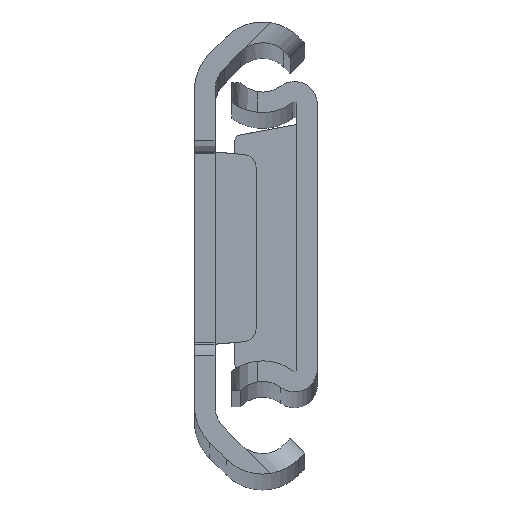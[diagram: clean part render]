
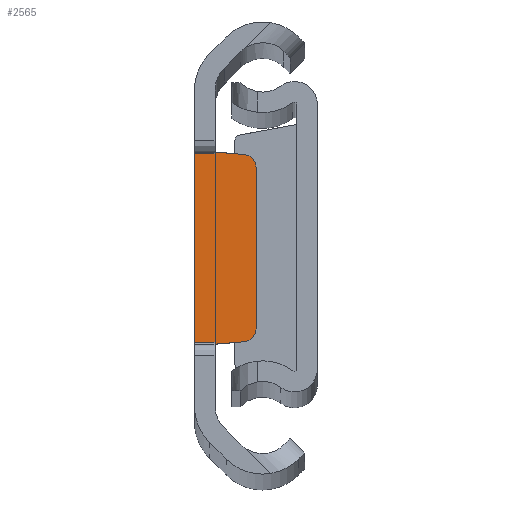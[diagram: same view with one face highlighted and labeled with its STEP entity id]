
A CAD part, top view. The second image highlights one B-rep face of the part: STEP entity #2565.
In plain terms, the highlighted planar face has unit normal (0, 0, 1).
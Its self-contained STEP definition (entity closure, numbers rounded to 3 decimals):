
#59 = CARTESIAN_POINT ( 'NONE',  ( 8.601, 7.5, -2.2 ) ) ;
#85 = ORIENTED_EDGE ( 'NONE', *, *, #1579, .F. ) ;
#191 = VECTOR ( 'NONE', #4938, 1000. ) ;
#292 = VERTEX_POINT ( 'NONE', #1740 ) ;
#338 = EDGE_CURVE ( 'NONE', #4459, #2948, #4086, .T. ) ;
#354 = CARTESIAN_POINT ( 'NONE',  ( 3.884, -7.307, -2.2 ) ) ;
#410 = VERTEX_POINT ( 'NONE', #4162 ) ;
#489 = DIRECTION ( 'NONE',  ( 0., 1., 0. ) ) ;
#607 = DIRECTION ( 'NONE',  ( -1., 0., 0. ) ) ;
#623 = AXIS2_PLACEMENT_3D ( 'NONE', #1632, #4700, #1960 ) ;
#716 = DIRECTION ( 'NONE',  ( 0., 0., 1. ) ) ;
#769 = FACE_OUTER_BOUND ( 'NONE', #4805, .T. ) ;
#883 = ORIENTED_EDGE ( 'NONE', *, *, #4622, .T. ) ;
#1010 = LINE ( 'NONE', #3322, #4989 ) ;
#1160 = CARTESIAN_POINT ( 'NONE',  ( 8.601, 7.5, -2.2 ) ) ;
#1228 = CARTESIAN_POINT ( 'NONE',  ( 0., -7.5, -2.2 ) ) ;
#1271 = VECTOR ( 'NONE', #1305, 1000. ) ;
#1305 = DIRECTION ( 'NONE',  ( -0.996, 0.084, 0. ) ) ;
#1430 = CIRCLE ( 'NONE', #623, 1. ) ;
#1495 = ORIENTED_EDGE ( 'NONE', *, *, #2345, .T. ) ;
#1579 = EDGE_CURVE ( 'NONE', #4459, #2186, #1010, .T. ) ;
#1613 = CIRCLE ( 'NONE', #4362, 1. ) ;
#1632 = CARTESIAN_POINT ( 'NONE',  ( 3.8, -6.311, -2.2 ) ) ;
#1696 = CARTESIAN_POINT ( 'NONE',  ( 1.6, 7.5, -2.2 ) ) ;
#1740 = CARTESIAN_POINT ( 'NONE',  ( 3.884, 7.307, -2.2 ) ) ;
#1751 = CARTESIAN_POINT ( 'NONE',  ( 0., 7.5, -2.2 ) ) ;
#1763 = LINE ( 'NONE', #1696, #1271 ) ;
#1765 = DIRECTION ( 'NONE',  ( 0., -1., 0. ) ) ;
#1839 = VECTOR ( 'NONE', #489, 1000. ) ;
#1960 = DIRECTION ( 'NONE',  ( 0., -1., 0. ) ) ;
#2025 = VECTOR ( 'NONE', #2709, 1000. ) ;
#2141 = ORIENTED_EDGE ( 'NONE', *, *, #338, .T. ) ;
#2186 = VERTEX_POINT ( 'NONE', #1228 ) ;
#2345 = EDGE_CURVE ( 'NONE', #292, #2409, #1763, .T. ) ;
#2409 = VERTEX_POINT ( 'NONE', #3731 ) ;
#2417 = VECTOR ( 'NONE', #3292, 1000. ) ;
#2424 = LINE ( 'NONE', #3578, #1839 ) ;
#2565 = ADVANCED_FACE ( 'NONE', ( #769 ), #3904, .T. ) ;
#2604 = ORIENTED_EDGE ( 'NONE', *, *, #3188, .F. ) ;
#2630 = EDGE_CURVE ( 'NONE', #410, #4683, #2424, .T. ) ;
#2663 = ORIENTED_EDGE ( 'NONE', *, *, #3064, .T. ) ;
#2687 = ORIENTED_EDGE ( 'NONE', *, *, #2630, .T. ) ;
#2709 = DIRECTION ( 'NONE',  ( -1., 0., 0. ) ) ;
#2845 = LINE ( 'NONE', #1751, #2417 ) ;
#2892 = ORIENTED_EDGE ( 'NONE', *, *, #4175, .T. ) ;
#2948 = VERTEX_POINT ( 'NONE', #354 ) ;
#3064 = EDGE_CURVE ( 'NONE', #2948, #410, #1430, .T. ) ;
#3127 = DIRECTION ( 'NONE',  ( 0., -1., 0. ) ) ;
#3188 = EDGE_CURVE ( 'NONE', #2186, #3622, #2845, .T. ) ;
#3292 = DIRECTION ( 'NONE',  ( 0., 1., 0. ) ) ;
#3322 = CARTESIAN_POINT ( 'NONE',  ( 8.601, -7.5, -2.2 ) ) ;
#3383 = CARTESIAN_POINT ( 'NONE',  ( 4.8, -7.23, -2.2 ) ) ;
#3445 = CARTESIAN_POINT ( 'NONE',  ( 4.8, 6.311, -2.2 ) ) ;
#3449 = CARTESIAN_POINT ( 'NONE',  ( 3.8, 6.311, -2.2 ) ) ;
#3470 = LINE ( 'NONE', #1160, #2025 ) ;
#3578 = CARTESIAN_POINT ( 'NONE',  ( 4.8, 7.23, -2.2 ) ) ;
#3622 = VERTEX_POINT ( 'NONE', #4741 ) ;
#3731 = CARTESIAN_POINT ( 'NONE',  ( 1.6, 7.5, -2.2 ) ) ;
#3904 = PLANE ( 'NONE',  #4013 ) ;
#4001 = CARTESIAN_POINT ( 'NONE',  ( 1.6, -7.5, -2.2 ) ) ;
#4013 = AXIS2_PLACEMENT_3D ( 'NONE', #59, #5008, #3127 ) ;
#4086 = LINE ( 'NONE', #3383, #191 ) ;
#4162 = CARTESIAN_POINT ( 'NONE',  ( 4.8, -6.311, -2.2 ) ) ;
#4175 = EDGE_CURVE ( 'NONE', #4683, #292, #1613, .T. ) ;
#4362 = AXIS2_PLACEMENT_3D ( 'NONE', #3449, #716, #1765 ) ;
#4459 = VERTEX_POINT ( 'NONE', #4001 ) ;
#4622 = EDGE_CURVE ( 'NONE', #2409, #3622, #3470, .T. ) ;
#4683 = VERTEX_POINT ( 'NONE', #3445 ) ;
#4700 = DIRECTION ( 'NONE',  ( 0., 0., 1. ) ) ;
#4741 = CARTESIAN_POINT ( 'NONE',  ( 0., 7.5, -2.2 ) ) ;
#4805 = EDGE_LOOP ( 'NONE', ( #2141, #2663, #2687, #2892, #1495, #883, #2604, #85 ) ) ;
#4938 = DIRECTION ( 'NONE',  ( 0.996, 0.084, 0. ) ) ;
#4989 = VECTOR ( 'NONE', #607, 1000. ) ;
#5008 = DIRECTION ( 'NONE',  ( 0., 0., 1. ) ) ;
